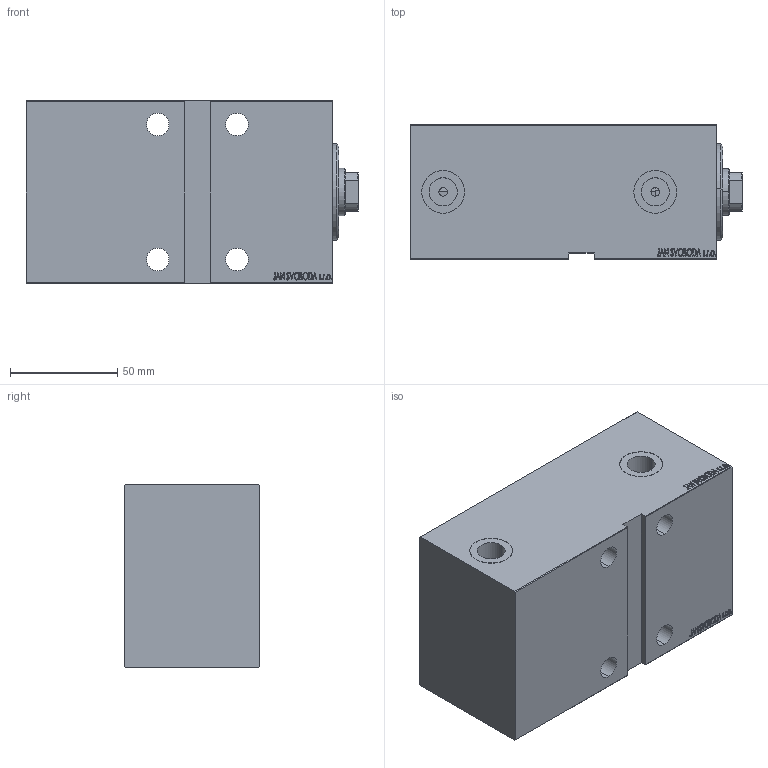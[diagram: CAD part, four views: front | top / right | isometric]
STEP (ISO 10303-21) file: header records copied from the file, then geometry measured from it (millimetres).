
FILE_DESCRIPTION (( 'STEP AP203' ), '1' );
FILE_NAME ('c494.STEP', '2022-04-17T01:57:44', ( '' ), ( '' ), 'SwSTEP 2.0', 'SolidWorks 2019', '' );
FILE_SCHEMA (( 'CONFIG_CONTROL_DESIGN' ));
Length unit declared in the file: millimetre
Products named in the file (4): V450CM_G_Body 97cb574e86f6ba8369aec9b5ae645760; c494; V450CM_VC_G 97cb574e86f6ba8369aec9b5ae645760; V450CM_G_VCP 97cb574e86f6ba8369aec9b5ae645760
Assembly tree (3 placements, depth 2):
  c494
    V450CM_G_Body 97cb574e86f6ba8369aec9b5ae645760
    V450CM_G_VCP 97cb574e86f6ba8369aec9b5ae645760
    V450CM_VC_G 97cb574e86f6ba8369aec9b5ae645760
Bounding box: 155 x 63 x 85 mm (x, y, z)
Volume: 640258.2 mm3; surface area: 105076.9 mm2
Topology: 3 solids, 3 shells, 877 faces, 2249 edges, 1491 vertices
Faces by surface type: plane 417, bspline 380, cylinder 66, cone 14
Entity records: 43843 total; most frequent: CARTESIAN_POINT 24593, ORIENTED_EDGE 4494, DIRECTION 2623, EDGE_CURVE 2247, VERTEX_POINT 1491, LINE 1329, VECTOR 1329, EDGE_LOOP 1006
